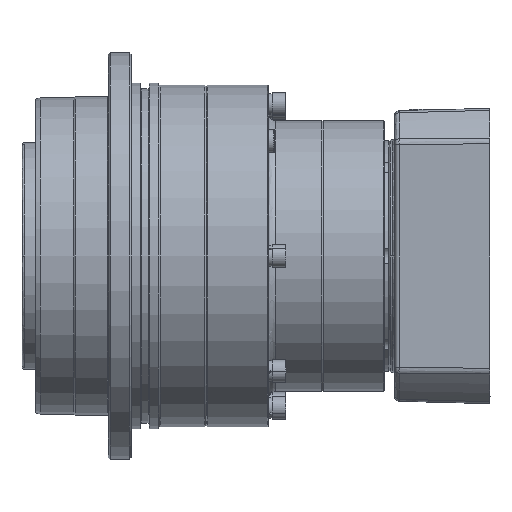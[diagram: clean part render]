
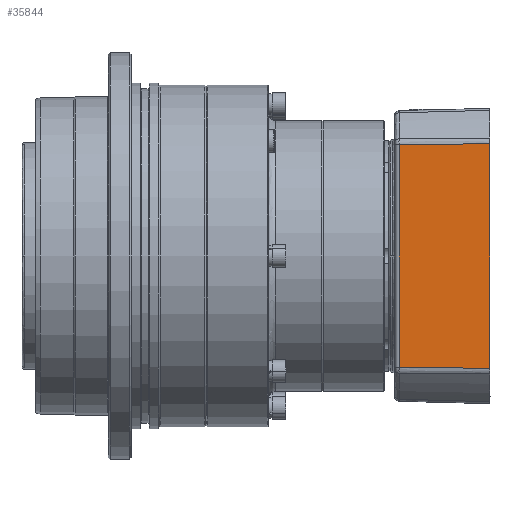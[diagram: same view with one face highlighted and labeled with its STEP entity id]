
A CAD part, front view. The second image highlights one B-rep face of the part: STEP entity #35844.
In plain terms, the highlighted planar face has unit normal (-0.026, -1, 0).
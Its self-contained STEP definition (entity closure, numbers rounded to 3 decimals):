
#686 = LINE ( 'NONE', #1410, #22160 ) ;
#1410 = CARTESIAN_POINT ( 'NONE',  ( -46806.406, -63.951, 49.037 ) ) ;
#1482 = DIRECTION ( 'NONE',  ( 1., -0.026, 0.009 ) ) ;
#3038 = EDGE_CURVE ( 'NONE', #41672, #30081, #686, .T. ) ;
#4816 = VERTEX_POINT ( 'NONE', #16423 ) ;
#7187 = ORIENTED_EDGE ( 'NONE', *, *, #11414, .F. ) ;
#7269 = ORIENTED_EDGE ( 'NONE', *, *, #29131, .F. ) ;
#9507 = ORIENTED_EDGE ( 'NONE', *, *, #3038, .F. ) ;
#10450 = LINE ( 'NONE', #12396, #31454 ) ;
#11414 = EDGE_CURVE ( 'NONE', #4816, #12439, #10450, .T. ) ;
#12396 = CARTESIAN_POINT ( 'NONE',  ( -46766.354, -65., -49.409 ) ) ;
#12439 = VERTEX_POINT ( 'NONE', #16238 ) ;
#12467 = DIRECTION ( 'NONE',  ( -1., 0.026, 0.009 ) ) ;
#13187 = LINE ( 'NONE', #17742, #24375 ) ;
#13651 = DIRECTION ( 'NONE',  ( 0., 0., 1. ) ) ;
#13841 = DIRECTION ( 'NONE',  ( -1., 0.026, 0. ) ) ;
#16238 = CARTESIAN_POINT ( 'NONE',  ( -46806.406, -63.951, -49.037 ) ) ;
#16423 = CARTESIAN_POINT ( 'NONE',  ( -46766.354, -65., -49.409 ) ) ;
#17742 = CARTESIAN_POINT ( 'NONE',  ( -46806.406, -63.951, 50.806 ) ) ;
#21126 = EDGE_LOOP ( 'NONE', ( #9507, #24458, #7187, #7269 ) ) ;
#22160 = VECTOR ( 'NONE', #1482, 1000. ) ;
#24375 = VECTOR ( 'NONE', #13651, 1000. ) ;
#24458 = ORIENTED_EDGE ( 'NONE', *, *, #27301, .F. ) ;
#25279 = CARTESIAN_POINT ( 'NONE',  ( -46766.354, -65., 49.409 ) ) ;
#26385 = CARTESIAN_POINT ( 'NONE',  ( -46766.354, -65., 50.806 ) ) ;
#27301 = EDGE_CURVE ( 'NONE', #12439, #41672, #13187, .T. ) ;
#29131 = EDGE_CURVE ( 'NONE', #30081, #4816, #48244, .T. ) ;
#30081 = VERTEX_POINT ( 'NONE', #25279 ) ;
#31454 = VECTOR ( 'NONE', #12467, 1000. ) ;
#33741 = PLANE ( 'NONE',  #51967 ) ;
#35540 = CARTESIAN_POINT ( 'NONE',  ( -46766.354, -65., 50.806 ) ) ;
#35844 = ADVANCED_FACE ( 'NONE', ( #46727 ), #33741, .F. ) ;
#36451 = VECTOR ( 'NONE', #53009, 1000. ) ;
#38577 = DIRECTION ( 'NONE',  ( 0.026, 1., 0. ) ) ;
#41140 = CARTESIAN_POINT ( 'NONE',  ( -46806.406, -63.951, 49.037 ) ) ;
#41672 = VERTEX_POINT ( 'NONE', #41140 ) ;
#46727 = FACE_OUTER_BOUND ( 'NONE', #21126, .T. ) ;
#48244 = LINE ( 'NONE', #35540, #36451 ) ;
#51967 = AXIS2_PLACEMENT_3D ( 'NONE', #26385, #38577, #13841 ) ;
#53009 = DIRECTION ( 'NONE',  ( 0., 0., -1. ) ) ;
